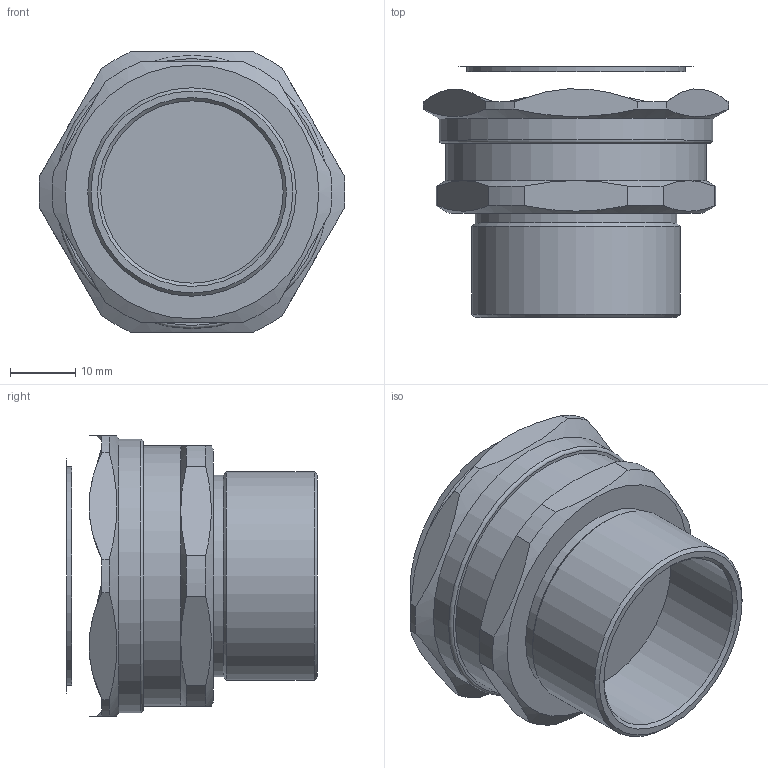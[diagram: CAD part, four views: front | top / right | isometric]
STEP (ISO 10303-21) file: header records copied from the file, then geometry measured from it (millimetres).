
FILE_DESCRIPTION(/* description */ ('','CAx-IF Rec.Pracs.---Representation and Presentation of Product Manufacturing Information (PMI)---4.0---2014-10-13'),/* implementation_level */ '2;1');
FILE_NAME(/* name */ 'ЗЭТАРУС МВН-М32-МР25.stp',/* time_stamp */ '2022-08-22T11:03:39+07:00',/* author */ ('zeta-09'),/* organization */ (''),/* preprocessor_version */ 'ST-DEVELOPER v18.1',/* originating_system */ 'Autodesk Inventor 2021',/* authorisation */ '');
FILE_SCHEMA (('AP242_MANAGED_MODEL_BASED_3D_ENGINEERING_MIM_LF { 1 0 10303 442 1 1 4 }'));
Length unit declared in the file: millimetre
Products named in the file (1): Деталь43
Bounding box: 46.98 x 38.53 x 43 mm (x, y, z)
Volume: 33826.2 mm3; surface area: 10406.3 mm2
Topology: 1 solids, 3 shells, 58 faces, 133 edges, 85 vertices
Faces by surface type: plane 22, cylinder 19, cone 13, bspline 2, torus 2
Full cylindrical faces by diameter (mm): 28 x1, 31 x1, 32 x1, 33.5 x1, 40 x1, 42 x1
Entity records: 1892 total; most frequent: CARTESIAN_POINT 438, DIRECTION 298, ORIENTED_EDGE 264, EDGE_CURVE 133, AXIS2_PLACEMENT_3D 131, VERTEX_POINT 85, EDGE_LOOP 64, CIRCLE 61
